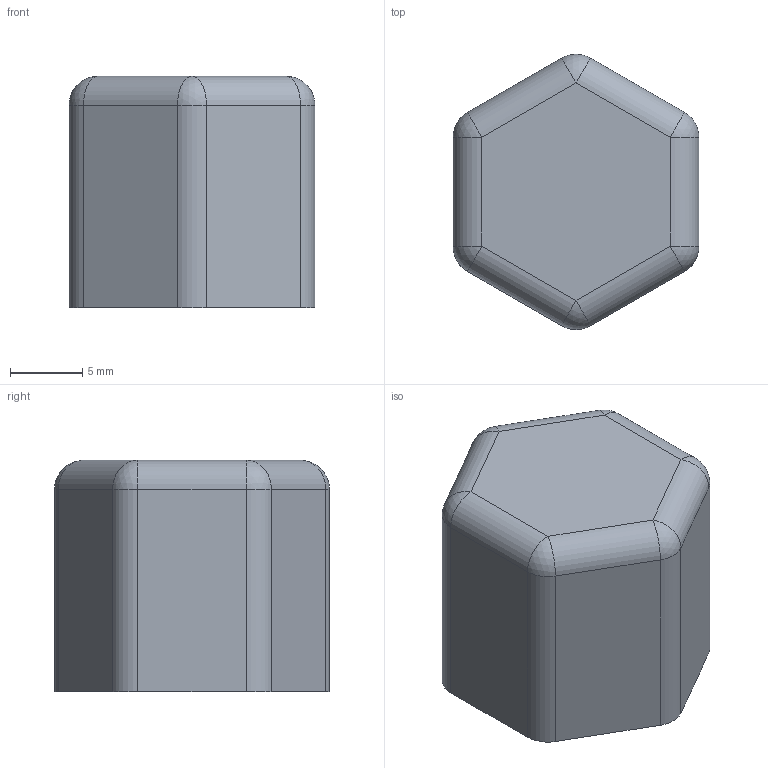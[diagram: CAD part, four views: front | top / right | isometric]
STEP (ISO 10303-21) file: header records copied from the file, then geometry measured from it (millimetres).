
FILE_DESCRIPTION(/* description */ (''),/* implementation_level */ '2;1');
FILE_NAME(/* name */ 'Matica v1.step',/* time_stamp */ '2024-06-26T12:39:58+02:00',/* author */ (''),/* organization */ (''),/* preprocessor_version */ 'ST-DEVELOPER v20',/* originating_system */ 'Autodesk Translation Framework v13.14.0.145',/* authorisation */ '');
FILE_SCHEMA (('AUTOMOTIVE_DESIGN { 1 0 10303 214 3 1 1 }'));
Length unit declared in the file: millimetre
Products named in the file (1): (Unsaved)
Bounding box: 17 x 19.01 x 16 mm (x, y, z)
Volume: 2481.3 mm3; surface area: 2194.1 mm2
Topology: 1 solids, 1 shells, 38 faces, 87 edges, 52 vertices
Faces by surface type: cylinder 19, plane 9, sphere 6, cone 3, bspline 1
Full cylindrical faces by diameter (mm): 12.5 x5
Entity records: 2397 total; most frequent: CARTESIAN_POINT 1518, DIRECTION 179, ORIENTED_EDGE 174, EDGE_CURVE 87, AXIS2_PLACEMENT_3D 70, VERTEX_POINT 52, EDGE_LOOP 39, LINE 39
